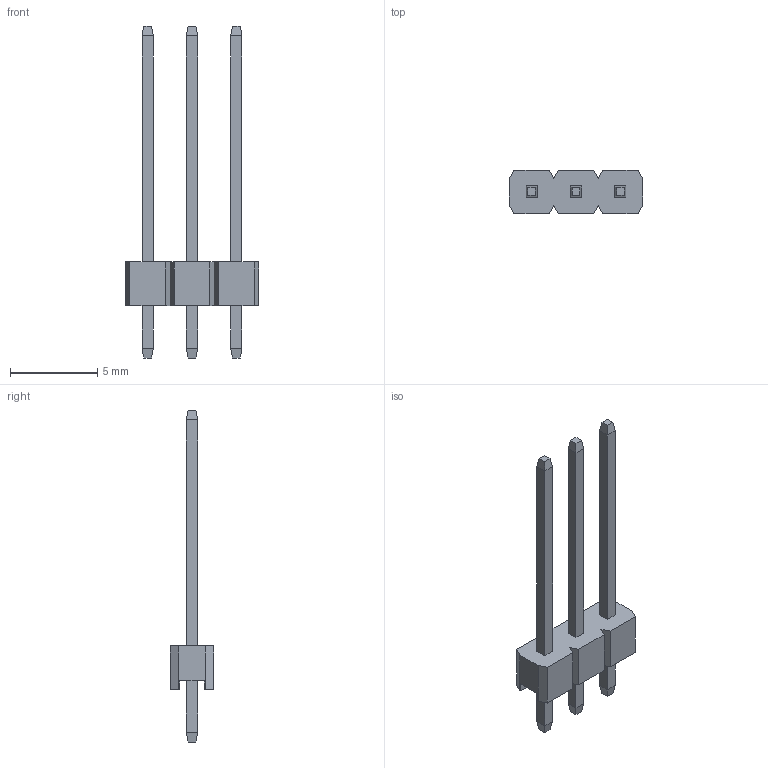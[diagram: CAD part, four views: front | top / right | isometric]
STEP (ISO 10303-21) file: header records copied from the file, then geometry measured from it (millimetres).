
FILE_DESCRIPTION (( 'STEP AP214' ), '1' );
FILE_NAME ('FPH25448-S03S1014490740B-REF.STEP', '2026-04-03T00:45:54', ( '' ), ( '' ), 'SwSTEP 2.0', 'SolidWorks 2021', '' );
FILE_SCHEMA (( 'AUTOMOTIVE_DESIGN' ));
Length unit declared in the file: millimetre
Products named in the file (1): FPH25448-S03S1014490740B-REF
Bounding box: 7.62 x 2.5 x 19 mm (x, y, z)
Volume: 60.9 mm3; surface area: 225.7 mm2
Topology: 1 solids, 1 shells, 80 faces, 192 edges, 120 vertices
Faces by surface type: plane 80
Entity records: 2278 total; most frequent: CARTESIAN_POINT 393, ORIENTED_EDGE 384, DIRECTION 354, LINE 192, VECTOR 192, EDGE_CURVE 192, VERTEX_POINT 120, EDGE_LOOP 86
